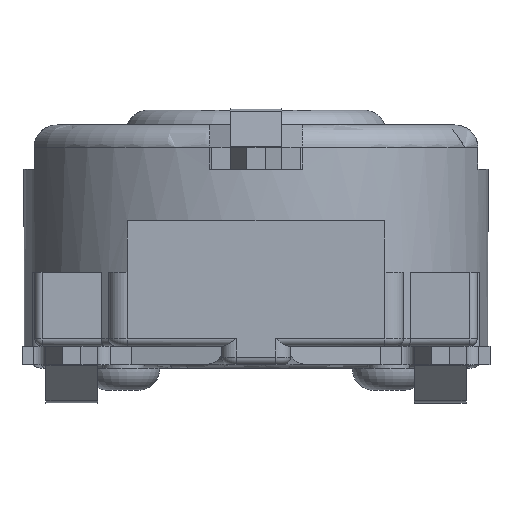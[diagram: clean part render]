
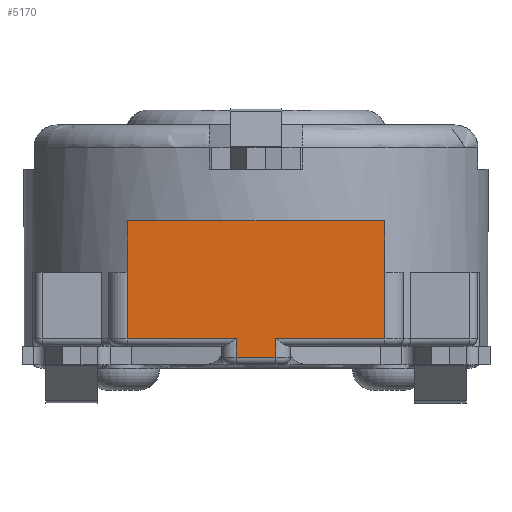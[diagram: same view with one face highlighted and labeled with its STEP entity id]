
A CAD part, front view. The second image highlights one B-rep face of the part: STEP entity #5170.
In plain terms, the highlighted planar face has unit normal (0, -1, 0).
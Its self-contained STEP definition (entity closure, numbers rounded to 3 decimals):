
#51 = CARTESIAN_POINT ( 'NONE',  ( -1.75, -3.15, 1.7 ) ) ;
#119 = LINE ( 'NONE', #9240, #6531 ) ;
#477 = VERTEX_POINT ( 'NONE', #3608 ) ;
#497 = VERTEX_POINT ( 'NONE', #8459 ) ;
#500 = VECTOR ( 'NONE', #11930, 1000. ) ;
#541 = DIRECTION ( 'NONE',  ( 0., 0., -1. ) ) ;
#794 = CARTESIAN_POINT ( 'NONE',  ( 0.269, -3.15, -0.15 ) ) ;
#1188 = EDGE_CURVE ( 'NONE', #477, #4061, #2969, .T. ) ;
#1206 = CARTESIAN_POINT ( 'NONE',  ( 1.75, -3.15, 1.7 ) ) ;
#1633 = LINE ( 'NONE', #2418, #14087 ) ;
#1677 = EDGE_CURVE ( 'NONE', #1937, #13971, #14679, .T. ) ;
#1937 = VERTEX_POINT ( 'NONE', #7159 ) ;
#1994 = VECTOR ( 'NONE', #15132, 1000. ) ;
#1997 = DIRECTION ( 'NONE',  ( 0., 0., 1. ) ) ;
#2258 = CARTESIAN_POINT ( 'NONE',  ( -1.75, -3.15, 1. ) ) ;
#2339 = LINE ( 'NONE', #15010, #11576 ) ;
#2418 = CARTESIAN_POINT ( 'NONE',  ( -0.269, -3.15, 0.1 ) ) ;
#2482 = CARTESIAN_POINT ( 'NONE',  ( -0.269, -3.15, 0.1 ) ) ;
#2498 = CARTESIAN_POINT ( 'NONE',  ( 0.269, -3.15, -0.15 ) ) ;
#2596 = ORIENTED_EDGE ( 'NONE', *, *, #7463, .F. ) ;
#2942 = EDGE_CURVE ( 'NONE', #6017, #15276, #119, .T. ) ;
#2969 = LINE ( 'NONE', #14126, #15441 ) ;
#3264 = ORIENTED_EDGE ( 'NONE', *, *, #2942, .T. ) ;
#3355 = ORIENTED_EDGE ( 'NONE', *, *, #1677, .F. ) ;
#3375 = CARTESIAN_POINT ( 'NONE',  ( -1.75, -3.15, 1. ) ) ;
#3383 = EDGE_CURVE ( 'NONE', #497, #13971, #1633, .T. ) ;
#3608 = CARTESIAN_POINT ( 'NONE',  ( -1.75, -3.15, 1.7 ) ) ;
#3651 = FACE_OUTER_BOUND ( 'NONE', #14818, .T. ) ;
#3819 = DIRECTION ( 'NONE',  ( 1., 0., 0. ) ) ;
#3870 = VERTEX_POINT ( 'NONE', #1206 ) ;
#4004 = DIRECTION ( 'NONE',  ( 0., 0., 1. ) ) ;
#4061 = VERTEX_POINT ( 'NONE', #2258 ) ;
#4160 = AXIS2_PLACEMENT_3D ( 'NONE', #12174, #14606, #7386 ) ;
#4270 = VECTOR ( 'NONE', #3819, 1000. ) ;
#4715 = CARTESIAN_POINT ( 'NONE',  ( -1.75, -3.15, 1.7 ) ) ;
#4866 = DIRECTION ( 'NONE',  ( 1., 0., 0. ) ) ;
#4946 = PLANE ( 'NONE',  #4160 ) ;
#5170 = ADVANCED_FACE ( 'NONE', ( #3651 ), #4946, .F. ) ;
#6017 = VERTEX_POINT ( 'NONE', #794 ) ;
#6325 = ORIENTED_EDGE ( 'NONE', *, *, #7377, .F. ) ;
#6398 = ORIENTED_EDGE ( 'NONE', *, *, #15300, .T. ) ;
#6531 = VECTOR ( 'NONE', #1997, 1000. ) ;
#6547 = CARTESIAN_POINT ( 'NONE',  ( 1.75, -3.15, 1.7 ) ) ;
#6923 = LINE ( 'NONE', #4715, #500 ) ;
#7078 = ORIENTED_EDGE ( 'NONE', *, *, #13678, .F. ) ;
#7102 = VERTEX_POINT ( 'NONE', #7974 ) ;
#7159 = CARTESIAN_POINT ( 'NONE',  ( -0.269, -3.15, -0.15 ) ) ;
#7377 = EDGE_CURVE ( 'NONE', #477, #9065, #6923, .T. ) ;
#7386 = DIRECTION ( 'NONE',  ( 0., 0., 1. ) ) ;
#7463 = EDGE_CURVE ( 'NONE', #9065, #3870, #11830, .T. ) ;
#7788 = DIRECTION ( 'NONE',  ( 1., 0., 0. ) ) ;
#7974 = CARTESIAN_POINT ( 'NONE',  ( 1.75, -3.15, 1. ) ) ;
#8136 = ORIENTED_EDGE ( 'NONE', *, *, #1188, .T. ) ;
#8170 = DIRECTION ( 'NONE',  ( 0., 0., -1. ) ) ;
#8459 = CARTESIAN_POINT ( 'NONE',  ( -1.75, -3.15, 0.1 ) ) ;
#8674 = LINE ( 'NONE', #3375, #15060 ) ;
#8796 = CARTESIAN_POINT ( 'NONE',  ( 0., -3.15, 1.7 ) ) ;
#9065 = VERTEX_POINT ( 'NONE', #8796 ) ;
#9093 = ORIENTED_EDGE ( 'NONE', *, *, #13428, .T. ) ;
#9240 = CARTESIAN_POINT ( 'NONE',  ( 0.269, -3.15, -0.3 ) ) ;
#9303 = DIRECTION ( 'NONE',  ( 0., 0., -1. ) ) ;
#9970 = CARTESIAN_POINT ( 'NONE',  ( -0.269, -3.15, -0.3 ) ) ;
#10025 = CARTESIAN_POINT ( 'NONE',  ( 0.269, -3.15, 0.1 ) ) ;
#10285 = CARTESIAN_POINT ( 'NONE',  ( 1.75, -3.15, 1. ) ) ;
#10470 = ORIENTED_EDGE ( 'NONE', *, *, #13599, .F. ) ;
#10690 = LINE ( 'NONE', #2498, #4270 ) ;
#11250 = LINE ( 'NONE', #10285, #1994 ) ;
#11444 = VECTOR ( 'NONE', #4004, 1000. ) ;
#11501 = ORIENTED_EDGE ( 'NONE', *, *, #11899, .T. ) ;
#11576 = VECTOR ( 'NONE', #7788, 1000. ) ;
#11830 = LINE ( 'NONE', #51, #15026 ) ;
#11899 = EDGE_CURVE ( 'NONE', #4061, #497, #8674, .T. ) ;
#11930 = DIRECTION ( 'NONE',  ( 1., 0., 0. ) ) ;
#12174 = CARTESIAN_POINT ( 'NONE',  ( -1.75, -3.15, 1. ) ) ;
#12407 = LINE ( 'NONE', #6547, #15217 ) ;
#12651 = ORIENTED_EDGE ( 'NONE', *, *, #3383, .T. ) ;
#13369 = CARTESIAN_POINT ( 'NONE',  ( 1.75, -3.15, 0.1 ) ) ;
#13428 = EDGE_CURVE ( 'NONE', #1937, #6017, #10690, .T. ) ;
#13599 = EDGE_CURVE ( 'NONE', #3870, #7102, #12407, .T. ) ;
#13678 = EDGE_CURVE ( 'NONE', #7102, #14518, #11250, .T. ) ;
#13971 = VERTEX_POINT ( 'NONE', #2482 ) ;
#14087 = VECTOR ( 'NONE', #15670, 1000. ) ;
#14126 = CARTESIAN_POINT ( 'NONE',  ( -1.75, -3.15, 1.7 ) ) ;
#14518 = VERTEX_POINT ( 'NONE', #13369 ) ;
#14606 = DIRECTION ( 'NONE',  ( 0., 1., 0. ) ) ;
#14679 = LINE ( 'NONE', #9970, #11444 ) ;
#14818 = EDGE_LOOP ( 'NONE', ( #7078, #10470, #2596, #6325, #8136, #11501, #12651, #3355, #9093, #3264, #6398 ) ) ;
#15010 = CARTESIAN_POINT ( 'NONE',  ( 1.75, -3.15, 0.1 ) ) ;
#15026 = VECTOR ( 'NONE', #4866, 1000. ) ;
#15060 = VECTOR ( 'NONE', #8170, 1000. ) ;
#15132 = DIRECTION ( 'NONE',  ( 0., 0., -1. ) ) ;
#15217 = VECTOR ( 'NONE', #541, 1000. ) ;
#15276 = VERTEX_POINT ( 'NONE', #10025 ) ;
#15300 = EDGE_CURVE ( 'NONE', #15276, #14518, #2339, .T. ) ;
#15441 = VECTOR ( 'NONE', #9303, 1000. ) ;
#15670 = DIRECTION ( 'NONE',  ( 1., 0., 0. ) ) ;
